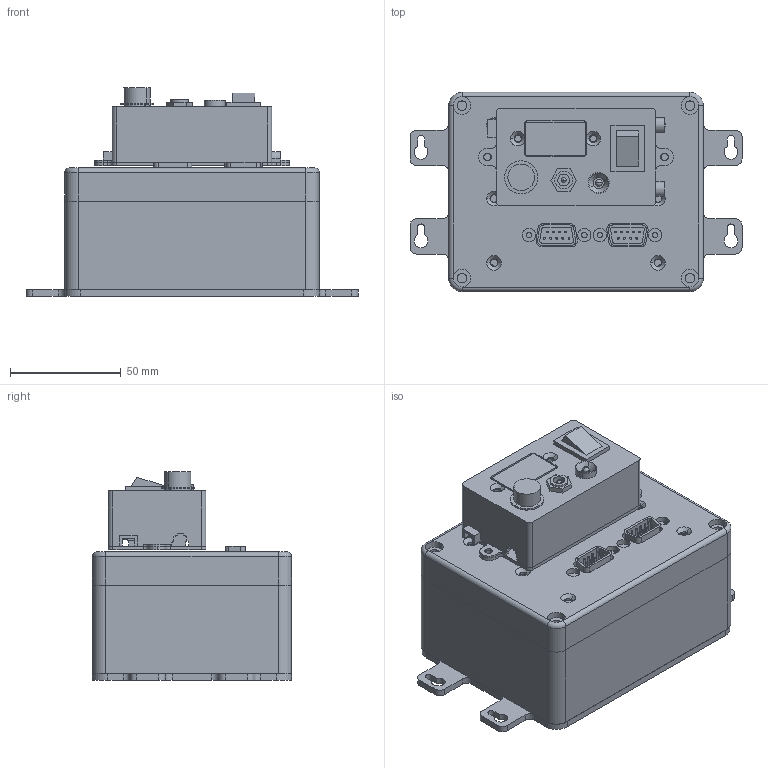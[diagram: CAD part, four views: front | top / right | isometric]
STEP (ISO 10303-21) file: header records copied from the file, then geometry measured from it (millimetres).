
FILE_DESCRIPTION (( 'STEP AP214' ), '1' );
FILE_NAME ('Ñèñòåìà ýíåðãîïèòàíèÿ_WS16.STEP', '2019-11-14T23:30:16', ( '' ), ( '' ), 'SwSTEP 2.0', 'SolidWorks 2018', '' );
FILE_SCHEMA (( 'AUTOMOTIVE_DESIGN' ));
Length unit declared in the file: millimetre
Products named in the file (1): Ñèñòåìà ýíåðãîïèòàíèÿ_WS16
Bounding box: 150 x 90 x 94.3 mm (x, y, z)
Volume: 228837.8 mm3; surface area: 162582.4 mm2
Topology: 17 solids, 18 shells, 842 faces, 2149 edges, 1407 vertices
Faces by surface type: cylinder 403, plane 397, cone 34, torus 6, sphere 2
Entity records: 35405 total; most frequent: DIRECTION 4643, CARTESIAN_POINT 4611, ORIENTED_EDGE 4278, EDGE_CURVE 2139, AXIS2_PLACEMENT_3D 1695, VERTEX_POINT 1407, LINE 1253, VECTOR 1253
